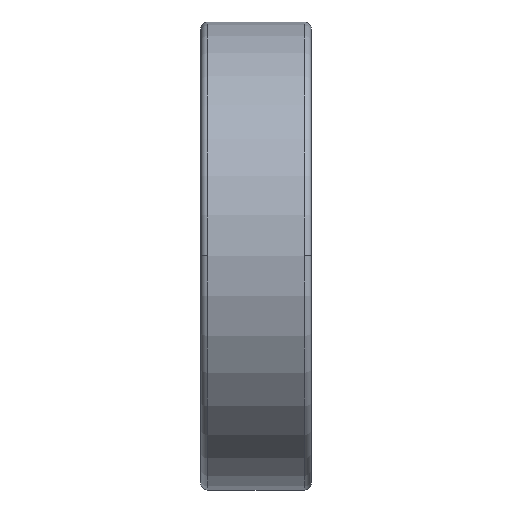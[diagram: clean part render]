
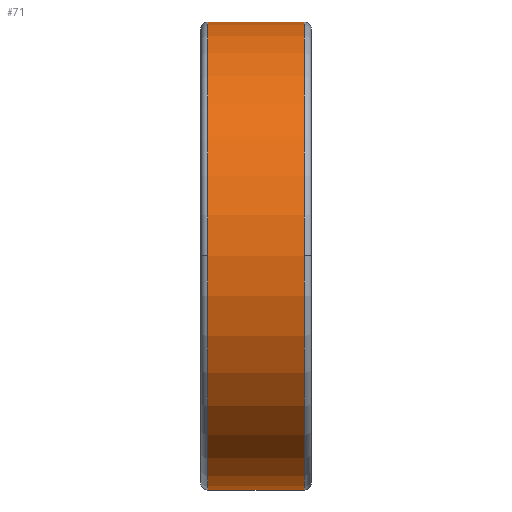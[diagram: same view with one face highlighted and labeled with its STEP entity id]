
A CAD part, top view. The second image highlights one B-rep face of the part: STEP entity #71.
In plain terms, the highlighted cylindrical face has radius 36 mm (diameter 72 mm), a partial arc.
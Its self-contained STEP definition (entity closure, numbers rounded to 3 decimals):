
#71=ADVANCED_FACE('',(#165),#166,.T.);
#165=FACE_OUTER_BOUND('',#355,.T.);
#166=CYLINDRICAL_SURFACE('',#356,36.0);
#355=EDGE_LOOP('',(#599,#600,#601,#602,#603,#604));
#356=AXIS2_PLACEMENT_3D('',#605,#606,#607);
#599=ORIENTED_EDGE('',*,*,#1199,.F.);
#600=ORIENTED_EDGE('',*,*,#1200,.T.);
#601=ORIENTED_EDGE('',*,*,#1201,.T.);
#602=ORIENTED_EDGE('',*,*,#1202,.F.);
#603=ORIENTED_EDGE('',*,*,#1203,.F.);
#604=ORIENTED_EDGE('',*,*,#1196,.F.);
#605=CARTESIAN_POINT('',(8.5,0.0,0.0));
#606=DIRECTION('',(-1.0,0.0,0.0));
#607=DIRECTION('',(0.0,1.0,0.0));
#1196=EDGE_CURVE('',#1412,#1414,#1415,.T.);
#1199=EDGE_CURVE('',#1419,#1412,#1420,.T.);
#1200=EDGE_CURVE('',#1419,#1421,#1422,.T.);
#1201=EDGE_CURVE('',#1421,#1423,#1424,.T.);
#1202=EDGE_CURVE('',#1425,#1423,#1426,.T.);
#1203=EDGE_CURVE('',#1414,#1425,#1427,.T.);
#1412=VERTEX_POINT('',#1736);
#1414=VERTEX_POINT('',#1738);
#1415=CIRCLE('',#1739,36.0);
#1419=VERTEX_POINT('',#1743);
#1420=LINE('',#1744,#1745);
#1421=VERTEX_POINT('',#1746);
#1422=CIRCLE('',#1747,36.0);
#1423=VERTEX_POINT('',#1748);
#1424=CIRCLE('',#1749,36.0);
#1425=VERTEX_POINT('',#1750);
#1426=LINE('',#1751,#1752);
#1427=CIRCLE('',#1753,36.0);
#1736=CARTESIAN_POINT('',(15.9,36.0,0.0));
#1738=CARTESIAN_POINT('',(15.9,0.,36.0));
#1739=AXIS2_PLACEMENT_3D('',#2726,#2727,#2728);
#1743=CARTESIAN_POINT('',(1.1,36.0,0.0));
#1744=CARTESIAN_POINT('',(8.5,36.0,0.));
#1745=VECTOR('',#2735,1.0);
#1746=CARTESIAN_POINT('',(1.1,0.,36.0));
#1747=AXIS2_PLACEMENT_3D('',#2736,#2737,#2738);
#1748=CARTESIAN_POINT('',(1.1,-36.0,0.));
#1749=AXIS2_PLACEMENT_3D('',#2739,#2740,#2741);
#1750=CARTESIAN_POINT('',(15.9,-36.0,0.));
#1751=CARTESIAN_POINT('',(8.5,-36.0,0.));
#1752=VECTOR('',#2742,1.0);
#1753=AXIS2_PLACEMENT_3D('',#2743,#2744,#2745);
#2726=CARTESIAN_POINT('',(15.9,0.0,0.0));
#2727=DIRECTION('',(1.0,0.0,0.0));
#2728=DIRECTION('',(0.0,1.0,0.0));
#2735=DIRECTION('',(1.0,0.0,0.0));
#2736=CARTESIAN_POINT('',(1.1,0.0,0.0));
#2737=DIRECTION('',(1.0,0.0,0.0));
#2738=DIRECTION('',(0.0,1.0,0.0));
#2739=CARTESIAN_POINT('',(1.1,0.0,0.0));
#2740=DIRECTION('',(1.0,0.0,0.0));
#2741=DIRECTION('',(0.0,1.0,0.0));
#2742=DIRECTION('',(-1.0,-0.0,-0.0));
#2743=CARTESIAN_POINT('',(15.9,0.0,0.0));
#2744=DIRECTION('',(1.0,0.0,0.0));
#2745=DIRECTION('',(0.0,1.0,0.0));
